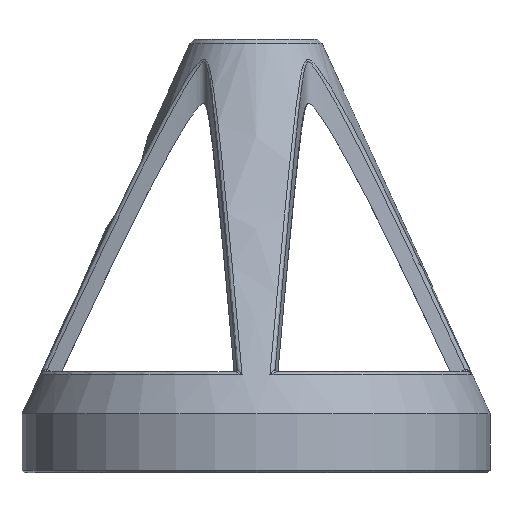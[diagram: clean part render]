
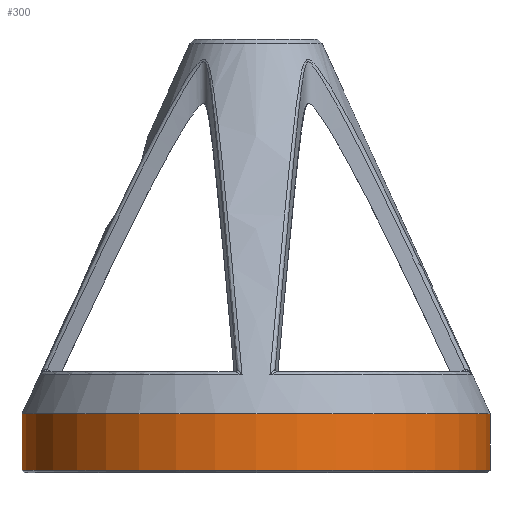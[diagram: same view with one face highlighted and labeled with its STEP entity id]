
A CAD part, front view. The second image highlights one B-rep face of the part: STEP entity #300.
In plain terms, the highlighted cylindrical face has radius 23.75 mm (diameter 47.5 mm), a full revolution.
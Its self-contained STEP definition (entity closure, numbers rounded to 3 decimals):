
#300=ADVANCED_FACE('',(#934,#936),#938,.T.);
#934=FACE_OUTER_BOUND('',#935,.T.);
#935=EDGE_LOOP('',(#3358));
#936=FACE_OUTER_BOUND('',#937,.T.);
#937=EDGE_LOOP('',(#3359));
#938=CYLINDRICAL_SURFACE('',#939,23.75);
#939=AXIS2_PLACEMENT_3D('',#940,#941,#942);
#940=CARTESIAN_POINT('',(0.,0.,-6.));
#941=DIRECTION('',(0.,0.,1.));
#942=DIRECTION('',(1.,0.,0.));
#3358=ORIENTED_EDGE('',*,*,#3646,.F.);
#3359=ORIENTED_EDGE('',*,*,#3632,.T.);
#3632=EDGE_CURVE('',#3847,#3847,#3848,.T.);
#3646=EDGE_CURVE('',#3867,#3867,#3868,.T.);
#3847=VERTEX_POINT('',#4263);
#3848=CIRCLE('',#4264,23.75);
#3867=VERTEX_POINT('',#4313);
#3868=CIRCLE('',#4314,23.75);
#4263=CARTESIAN_POINT('',(23.75,0.,-5.75));
#4264=AXIS2_PLACEMENT_3D('',#4265,#4266,#4267);
#4265=CARTESIAN_POINT('',(0.,0.,-5.75));
#4266=DIRECTION('',(0.,0.,1.));
#4267=DIRECTION('',(1.,0.,0.));
#4313=CARTESIAN_POINT('',(23.75,0.,0.));
#4314=AXIS2_PLACEMENT_3D('',#4315,#4316,#4317);
#4315=CARTESIAN_POINT('',(0.,0.,0.));
#4316=DIRECTION('',(0.,0.,1.));
#4317=DIRECTION('',(1.,0.,0.));
